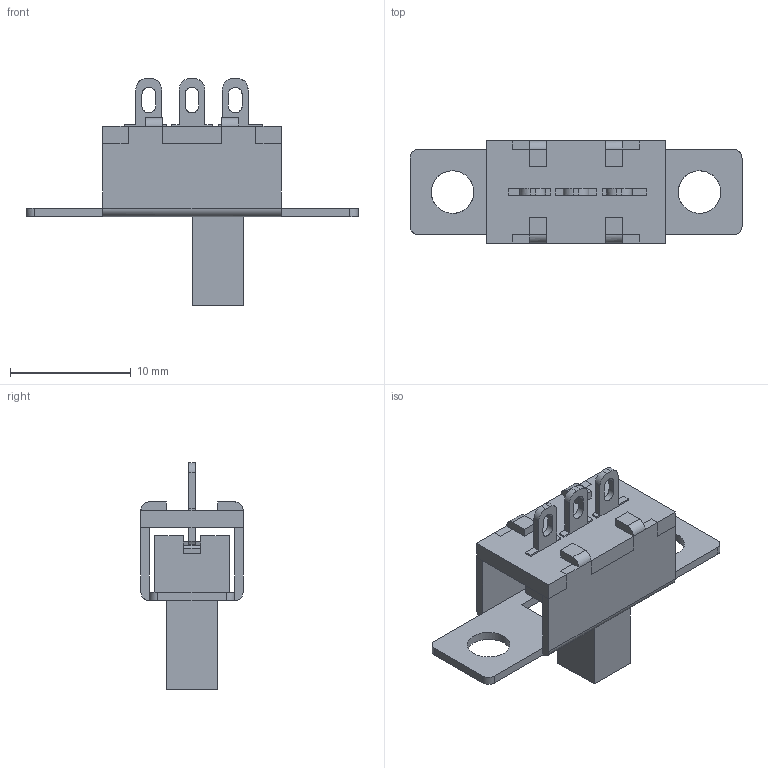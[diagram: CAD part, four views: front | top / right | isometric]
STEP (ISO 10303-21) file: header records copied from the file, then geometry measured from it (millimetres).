
FILE_DESCRIPTION(('FreeCAD Model'),'2;1');
FILE_NAME('Open CASCADE Shape Model','2025-05-02T23:21:03',('FreeCAD'),( 'FreeCAD'),'Open CASCADE STEP processor 7.6','FreeCAD','Unknown');
FILE_SCHEMA(('AUTOMOTIVE_DESIGN { 1 0 10303 214 1 1 1 1 }'));
Length unit declared in the file: millimetre
Products named in the file (1): Open CASCADE STEP translator 7.6 1
Bounding box: 27.45 x 8.44 x 18.72 mm (x, y, z)
Volume: 723.6 mm3; surface area: 1865 mm2
Topology: 8 solids, 8 shells, 200 faces, 532 edges, 349 vertices
Faces by surface type: bspline 200
Entity records: 6378 total; most frequent: CARTESIAN_POINT 3122, ORIENTED_EDGE 1064, EDGE_CURVE 532, B_SPLINE_CURVE_WITH_KNOTS 470, VERTEX_POINT 349, FACE_BOUND 219, EDGE_LOOP 219, ADVANCED_FACE 200
